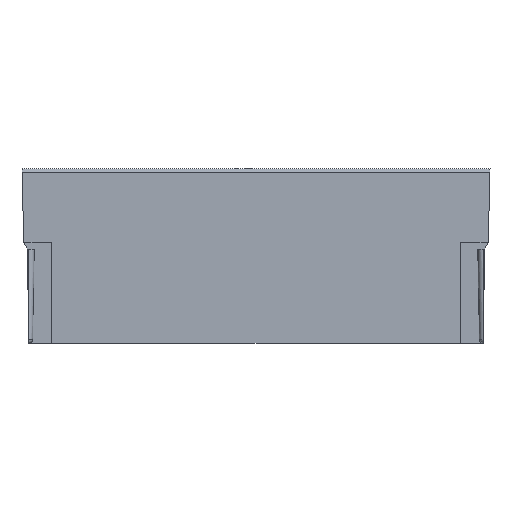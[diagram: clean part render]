
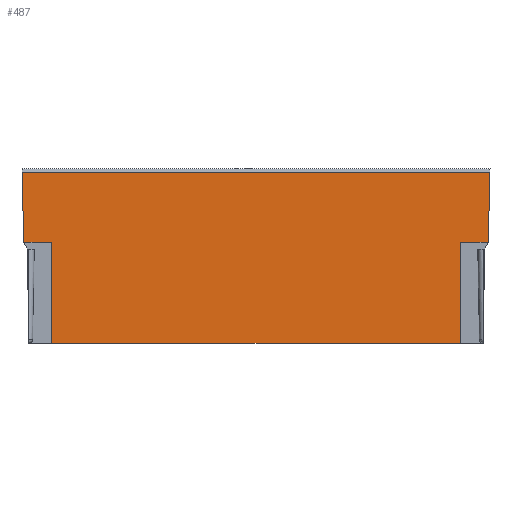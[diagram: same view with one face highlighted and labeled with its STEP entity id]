
A CAD part, top view. The second image highlights one B-rep face of the part: STEP entity #487.
In plain terms, the highlighted planar face has unit normal (0, 0, 1).
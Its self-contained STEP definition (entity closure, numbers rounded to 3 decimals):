
#19=LINE('',#718,#75);
#28=LINE('',#792,#84);
#34=LINE('',#804,#90);
#44=LINE('',#823,#100);
#66=LINE('',#869,#122);
#68=LINE('',#872,#124);
#69=LINE('',#875,#125);
#71=LINE('',#878,#127);
#75=VECTOR('',#547,10.);
#84=VECTOR('',#568,10.);
#90=VECTOR('',#578,10.);
#100=VECTOR('',#592,10.);
#122=VECTOR('',#638,10.);
#124=VECTOR('',#642,10.);
#125=VECTOR('',#645,10.);
#127=VECTOR('',#649,10.);
#147=PLANE('',#533);
#173=FACE_OUTER_BOUND('',#199,.T.);
#199=EDGE_LOOP('',(#444,#445,#446,#447,#448,#449,#450,#451));
#220=VERTEX_POINT('',#715);
#221=VERTEX_POINT('',#717);
#233=VERTEX_POINT('',#789);
#234=VERTEX_POINT('',#791);
#238=VERTEX_POINT('',#803);
#245=VERTEX_POINT('',#821);
#257=VERTEX_POINT('',#868);
#258=VERTEX_POINT('',#874);
#265=EDGE_CURVE('',#221,#220,#19,.T.);
#280=EDGE_CURVE('',#233,#234,#28,.T.);
#286=EDGE_CURVE('',#238,#234,#34,.T.);
#296=EDGE_CURVE('',#233,#245,#44,.T.);
#320=EDGE_CURVE('',#257,#238,#66,.T.);
#322=EDGE_CURVE('',#220,#257,#68,.T.);
#323=EDGE_CURVE('',#258,#221,#69,.T.);
#325=EDGE_CURVE('',#245,#258,#71,.T.);
#444=ORIENTED_EDGE('',*,*,#280,.F.);
#445=ORIENTED_EDGE('',*,*,#296,.T.);
#446=ORIENTED_EDGE('',*,*,#325,.T.);
#447=ORIENTED_EDGE('',*,*,#323,.T.);
#448=ORIENTED_EDGE('',*,*,#265,.T.);
#449=ORIENTED_EDGE('',*,*,#322,.T.);
#450=ORIENTED_EDGE('',*,*,#320,.T.);
#451=ORIENTED_EDGE('',*,*,#286,.T.);
#487=ADVANCED_FACE('',(#173),#147,.T.);
#533=AXIS2_PLACEMENT_3D('',#879,#650,#651);
#547=DIRECTION('',(1.,0.,0.));
#568=DIRECTION('',(1.,0.,0.));
#578=DIRECTION('',(0.024,1.,0.));
#592=DIRECTION('',(0.024,-1.,0.));
#638=DIRECTION('',(1.,0.,0.));
#642=DIRECTION('',(0.,1.,0.));
#645=DIRECTION('',(0.,-1.,0.));
#649=DIRECTION('',(1.,0.,0.));
#650=DIRECTION('center_axis',(0.,0.,1.));
#651=DIRECTION('ref_axis',(1.,0.,0.));
#715=CARTESIAN_POINT('',(58.5,-25.,1.));
#717=CARTESIAN_POINT('',(-58.5,-25.,1.));
#718=CARTESIAN_POINT('',(-65.,-25.,1.));
#789=CARTESIAN_POINT('',(-66.976,24.,1.));
#791=CARTESIAN_POINT('',(66.976,24.,1.));
#792=CARTESIAN_POINT('',(33.5,24.,1.));
#803=CARTESIAN_POINT('',(66.5,4.,1.));
#804=CARTESIAN_POINT('',(66.5,4.,1.));
#821=CARTESIAN_POINT('',(-66.5,4.,1.));
#823=CARTESIAN_POINT('',(-67.,25.,1.));
#868=CARTESIAN_POINT('',(58.5,4.,1.));
#869=CARTESIAN_POINT('',(66.5,4.,1.));
#872=CARTESIAN_POINT('',(58.5,25.,1.));
#874=CARTESIAN_POINT('',(-58.5,4.,1.));
#875=CARTESIAN_POINT('',(-58.5,25.,1.));
#878=CARTESIAN_POINT('',(66.5,4.,1.));
#879=CARTESIAN_POINT('Origin',(0.,0.,1.));
